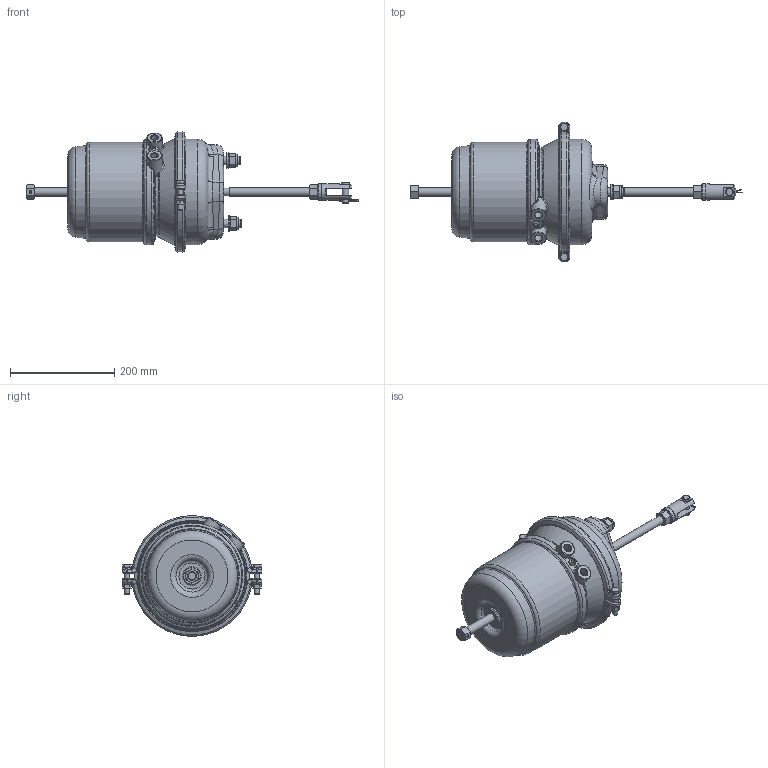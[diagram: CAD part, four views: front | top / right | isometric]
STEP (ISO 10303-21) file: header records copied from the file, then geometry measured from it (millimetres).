
FILE_DESCRIPTION( ( 'STEP AP214' ), '1' );
FILE_NAME( ' ', ' ', ( ' ' ), ( ' ' ), 'PSStep 11.0', 'VISI 17.0', ' ' );
FILE_SCHEMA( ( 'AUTOMOTIVE_DESIGN { 1 0 10303 214 1 1 1 1 }' ) );
Length unit declared in the file: millimetre
Products named in the file (1): 1
Bounding box: 635.93 x 267.81 x 230.21 mm (x, y, z)
Volume: 1315966.1 mm3; surface area: 631457.4 mm2
Topology: 1 solids, 7 shells, 1262 faces, 3125 edges, 1878 vertices
Faces by surface type: bspline 460, plane 272, cylinder 221, cone 173, torus 117, sphere 19
Full cylindrical faces by diameter (mm): 3.5 x1, 5 x1, 6 x1, 6.647 x1, 8 x1, 9.756 x4, 10 x6, 12.7 x3, 13.85 x1, 14.3 x2, 14.376 x2, 14.87 x2, 15 x2, 16 x12, 20 x1, 24 x2, 30 x2, 32 x2, 32.5 x1, 36 x1, 37 x4, 39.9 x1, 42 x2, 180.3 x1, 184.1 x1, 184.5 x1, 190.5 x1, 195 x1, 202 x1, 222 x2
Entity records: 81032 total; most frequent: CARTESIAN_POINT 46798, ORIENTED_EDGE 5760, DIRECTION 3329, EDGE_CURVE 2880, VERTEX_POINT 1818, B_SPLINE_CURVE_WITH_KNOTS 1763, EDGE_LOOP 1496, AXIS2_PLACEMENT_3D 1409
